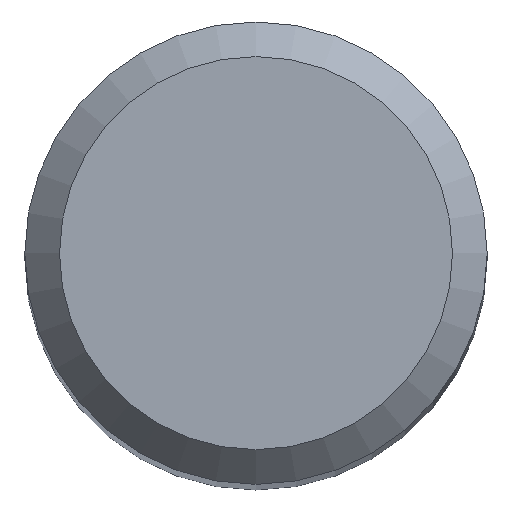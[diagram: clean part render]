
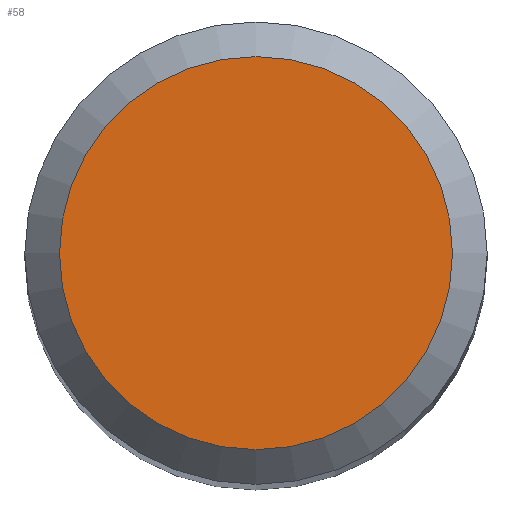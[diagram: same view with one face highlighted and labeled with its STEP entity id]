
A CAD part, top view. The second image highlights one B-rep face of the part: STEP entity #58.
In plain terms, the highlighted planar face has unit normal (0, 0, 1).
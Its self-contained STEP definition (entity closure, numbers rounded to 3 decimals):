
#3 = EDGE_LOOP ( 'NONE', ( #41 ) ) ;
#4 = AXIS2_PLACEMENT_3D ( 'NONE', #182, #168, #132 ) ;
#23 = EDGE_CURVE ( 'NONE', #135, #135, #89, .T. ) ;
#35 = DIRECTION ( 'NONE',  ( 0., 1., 0. ) ) ;
#41 = ORIENTED_EDGE ( 'NONE', *, *, #23, .F. ) ;
#43 = PLANE ( 'NONE',  #4 ) ;
#58 = ADVANCED_FACE ( 'NONE', ( #207 ), #43, .F. ) ;
#73 = CARTESIAN_POINT ( 'NONE',  ( 0., 0., 80. ) ) ;
#89 = CIRCLE ( 'NONE', #219, 3.4 ) ;
#132 = DIRECTION ( 'NONE',  ( 0., 1., 0. ) ) ;
#135 = VERTEX_POINT ( 'NONE', #197 ) ;
#144 = DIRECTION ( 'NONE',  ( 0., 0., -1. ) ) ;
#168 = DIRECTION ( 'NONE',  ( 0., 0., -1. ) ) ;
#182 = CARTESIAN_POINT ( 'NONE',  ( 0., 0., 80. ) ) ;
#197 = CARTESIAN_POINT ( 'NONE',  ( 0., 3.4, 80. ) ) ;
#207 = FACE_OUTER_BOUND ( 'NONE', #3, .T. ) ;
#219 = AXIS2_PLACEMENT_3D ( 'NONE', #73, #144, #35 ) ;
